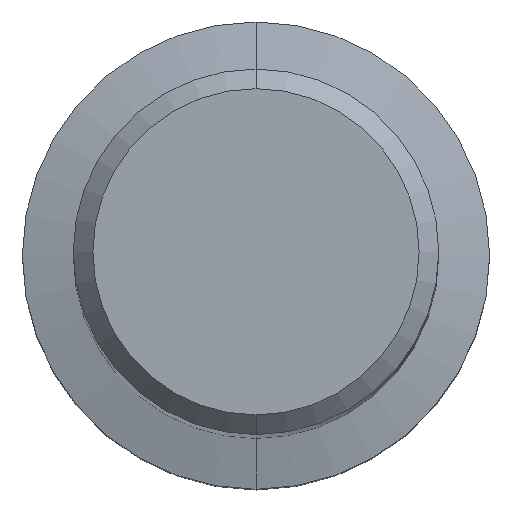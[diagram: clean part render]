
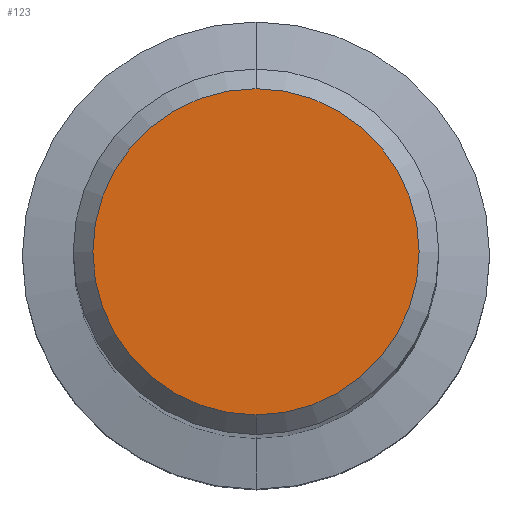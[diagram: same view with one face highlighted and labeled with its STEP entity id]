
A CAD part, top view. The second image highlights one B-rep face of the part: STEP entity #123.
In plain terms, the highlighted planar face has unit normal (0, 0, 1).
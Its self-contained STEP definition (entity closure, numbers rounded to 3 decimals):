
#123=ADVANCED_FACE('',(#322),#323,.T.);
#125=EDGE_CURVE('',#137,#275,#325,.T.);
#137=VERTEX_POINT('',#340);
#273=EDGE_CURVE('',#275,#137,#493,.T.);
#275=VERTEX_POINT('',#495);
#322=FACE_OUTER_BOUND('',#537,.T.);
#323=PLANE('',#538);
#325=CIRCLE('',#541,6.65);
#340=CARTESIAN_POINT('',(0.,-6.65,0.0));
#493=CIRCLE('',#756,6.65);
#495=CARTESIAN_POINT('',(0.0,6.65,0.0));
#537=EDGE_LOOP('',(#800,#801));
#538=AXIS2_PLACEMENT_3D('',#802,#803,#804);
#541=AXIS2_PLACEMENT_3D('',#805,#806,#807);
#756=AXIS2_PLACEMENT_3D('',#1031,#1032,#1033);
#800=ORIENTED_EDGE('',*,*,#273,.F.);
#801=ORIENTED_EDGE('',*,*,#125,.F.);
#802=CARTESIAN_POINT('',(0.0,3.325,0.0));
#803=DIRECTION('',(-0.0,0.0,1.0));
#804=DIRECTION('',(0.0,-1.0,0.0));
#805=CARTESIAN_POINT('',(0.0,0.0,0.0));
#806=DIRECTION('',(0.0,0.0,-1.0));
#807=DIRECTION('',(0.0,1.0,0.0));
#1031=CARTESIAN_POINT('',(0.0,0.0,0.0));
#1032=DIRECTION('',(0.0,0.0,-1.0));
#1033=DIRECTION('',(0.0,1.0,0.0));
